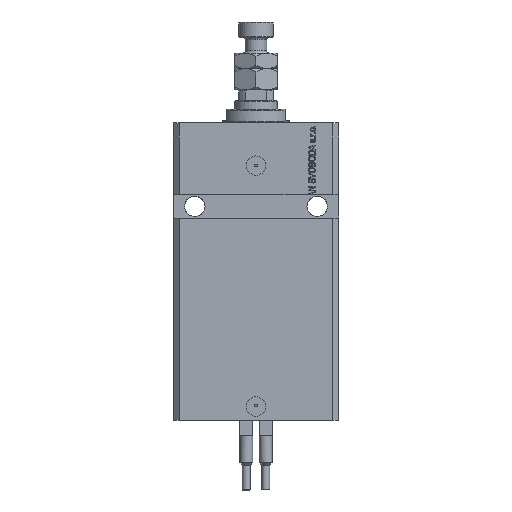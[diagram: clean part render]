
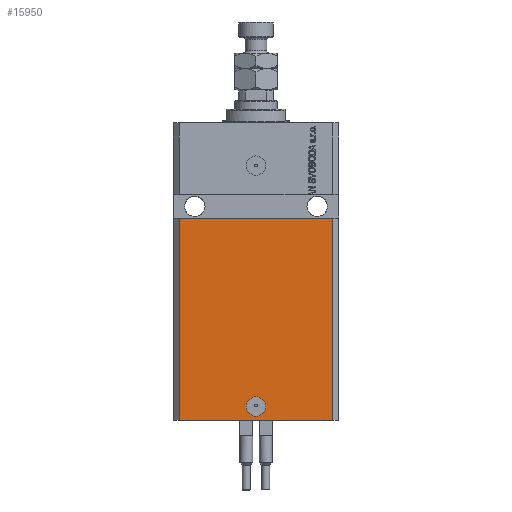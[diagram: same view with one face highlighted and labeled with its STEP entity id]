
A CAD part, front view. The second image highlights one B-rep face of the part: STEP entity #15950.
In plain terms, the highlighted planar face has unit normal (0, -1, 0).
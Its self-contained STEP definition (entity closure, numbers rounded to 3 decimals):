
#29 = CARTESIAN_POINT ( 'NONE',  ( 5., -31.5, -146. ) ) ;
#413 = FACE_OUTER_BOUND ( 'NONE', #14805, .T. ) ;
#896 = EDGE_CURVE ( 'NONE', #7565, #19059, #46499, .T. ) ;
#4017 = CARTESIAN_POINT ( 'NONE',  ( -42.5, -31.5, -49. ) ) ;
#5038 = CARTESIAN_POINT ( 'NONE',  ( -39.5, -31.5, -153. ) ) ;
#7442 = LINE ( 'NONE', #23129, #36544 ) ;
#7565 = VERTEX_POINT ( 'NONE', #29 ) ;
#7922 = ORIENTED_EDGE ( 'NONE', *, *, #24010, .F. ) ;
#8773 = ORIENTED_EDGE ( 'NONE', *, *, #15501, .T. ) ;
#9055 = CARTESIAN_POINT ( 'NONE',  ( 0., -31.5, -146. ) ) ;
#12099 = DIRECTION ( 'NONE',  ( 1., 0., 0. ) ) ;
#13682 = ORIENTED_EDGE ( 'NONE', *, *, #28016, .F. ) ;
#13820 = EDGE_LOOP ( 'NONE', ( #23289, #44458 ) ) ;
#14531 = DIRECTION ( 'NONE',  ( 1., 0., 0. ) ) ;
#14805 = EDGE_LOOP ( 'NONE', ( #13682, #7922, #34944, #8773 ) ) ;
#15501 = EDGE_CURVE ( 'NONE', #28827, #41599, #21269, .T. ) ;
#15678 = CARTESIAN_POINT ( 'NONE',  ( 39.5, -31.5, -153. ) ) ;
#15950 = ADVANCED_FACE ( 'NONE', ( #47247, #413 ), #34632, .T. ) ;
#17699 = EDGE_CURVE ( 'NONE', #19059, #7565, #33957, .T. ) ;
#17776 = AXIS2_PLACEMENT_3D ( 'NONE', #50090, #27556, #12099 ) ;
#19059 = VERTEX_POINT ( 'NONE', #46174 ) ;
#19964 = LINE ( 'NONE', #4017, #40644 ) ;
#20940 = DIRECTION ( 'NONE',  ( 1., 0., 0. ) ) ;
#21269 = LINE ( 'NONE', #44319, #46921 ) ;
#21812 = CARTESIAN_POINT ( 'NONE',  ( -39.5, -31.5, -153. ) ) ;
#23129 = CARTESIAN_POINT ( 'NONE',  ( -39.5, -31.5, -153. ) ) ;
#23289 = ORIENTED_EDGE ( 'NONE', *, *, #896, .F. ) ;
#24010 = EDGE_CURVE ( 'NONE', #34901, #32052, #24297, .T. ) ;
#24297 = LINE ( 'NONE', #5038, #41327 ) ;
#26307 = CARTESIAN_POINT ( 'NONE',  ( -39.5, -31.5, -49. ) ) ;
#27280 = EDGE_CURVE ( 'NONE', #34901, #28827, #7442, .T. ) ;
#27556 = DIRECTION ( 'NONE',  ( 0., -1., 0. ) ) ;
#28016 = EDGE_CURVE ( 'NONE', #32052, #41599, #19964, .T. ) ;
#28827 = VERTEX_POINT ( 'NONE', #15678 ) ;
#31329 = CARTESIAN_POINT ( 'NONE',  ( -39.5, -31.5, -153. ) ) ;
#31410 = DIRECTION ( 'NONE',  ( 0., 0., 1. ) ) ;
#31434 = CARTESIAN_POINT ( 'NONE',  ( 39.5, -31.5, -49. ) ) ;
#32052 = VERTEX_POINT ( 'NONE', #26307 ) ;
#32350 = DIRECTION ( 'NONE',  ( 0., -1., 0. ) ) ;
#33171 = DIRECTION ( 'NONE',  ( 0., 0., 1. ) ) ;
#33957 = CIRCLE ( 'NONE', #17776, 5. ) ;
#34632 = PLANE ( 'NONE',  #37233 ) ;
#34901 = VERTEX_POINT ( 'NONE', #21812 ) ;
#34944 = ORIENTED_EDGE ( 'NONE', *, *, #27280, .T. ) ;
#36544 = VECTOR ( 'NONE', #14531, 1000. ) ;
#37233 = AXIS2_PLACEMENT_3D ( 'NONE', #31329, #46274, #42481 ) ;
#38461 = DIRECTION ( 'NONE',  ( 1., 0., 0. ) ) ;
#40644 = VECTOR ( 'NONE', #38461, 1000. ) ;
#41327 = VECTOR ( 'NONE', #31410, 1000. ) ;
#41599 = VERTEX_POINT ( 'NONE', #31434 ) ;
#42481 = DIRECTION ( 'NONE',  ( 0., 0., -1. ) ) ;
#44319 = CARTESIAN_POINT ( 'NONE',  ( 39.5, -31.5, -153. ) ) ;
#44458 = ORIENTED_EDGE ( 'NONE', *, *, #17699, .F. ) ;
#44873 = AXIS2_PLACEMENT_3D ( 'NONE', #9055, #32350, #20940 ) ;
#46174 = CARTESIAN_POINT ( 'NONE',  ( -5., -31.5, -146. ) ) ;
#46274 = DIRECTION ( 'NONE',  ( 0., -1., 0. ) ) ;
#46499 = CIRCLE ( 'NONE', #44873, 5. ) ;
#46921 = VECTOR ( 'NONE', #33171, 1000. ) ;
#47247 = FACE_BOUND ( 'NONE', #13820, .T. ) ;
#50090 = CARTESIAN_POINT ( 'NONE',  ( 0., -31.5, -146. ) ) ;
